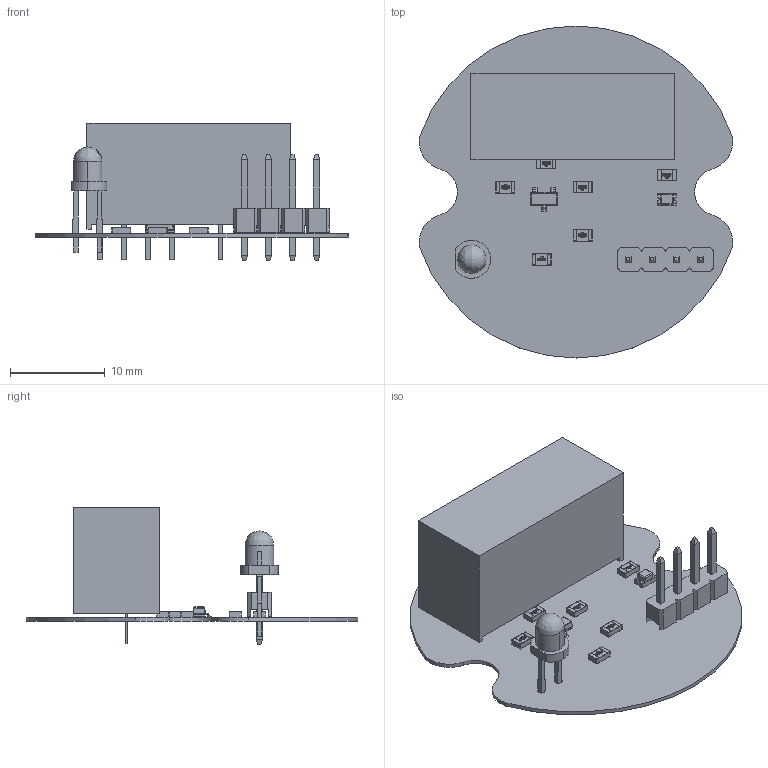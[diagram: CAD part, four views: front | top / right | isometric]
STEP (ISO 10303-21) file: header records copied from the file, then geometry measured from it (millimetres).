
FILE_DESCRIPTION(('Open CASCADE Model'),'2;1');
FILE_NAME('Open CASCADE Shape Model','2020-04-10T19:02:39',('Author'),( 'Open CASCADE'),'Open CASCADE STEP processor 6.8','Open CASCADE 6.8' ,'Unknown');
FILE_SCHEMA(('AUTOMOTIVE_DESIGN { 1 0 10303 214 1 1 1 1 }'));
Length unit declared in the file: millimetre
Products named in the file (26): PCB; Board; Open CASCADE STEP translator 6.8 1.1.1; R4; 0805_Fekete_R; R3; R2; R1; Q1; SOT-23; User_Library-SOT-23-1_3_1; User_Library-SOT-23-1_1_1; User_Library-SOT-23-1_4_1; User_Library-SOT-23-1_5_1; User_Library-SOT-23-1_2_1; LED2; LED_0805_(GREEN); LED1; LED-D3G; J1; SIL4; DC/DC1; CINCON_EC2SA-12D05; C2; 0805_Barna_C; C1
Assembly tree (29 placements, depth 4):
  PCB
    Board
      Open CASCADE STEP translator 6.8 1.1.1
    R4
      0805_Fekete_R
    R3
      0805_Fekete_R
    R2
      0805_Fekete_R
    R1
      0805_Fekete_R
    Q1
      SOT-23
        User_Library-SOT-23-1_3_1
        User_Library-SOT-23-1_1_1
        User_Library-SOT-23-1_4_1
        User_Library-SOT-23-1_5_1
        User_Library-SOT-23-1_2_1
    LED2
      LED_0805_(GREEN)
    LED1
      LED-D3G
    J1
      SIL4
    DC/DC1
      CINCON_EC2SA-12D05
    C2
      0805_Barna_C
    C1
      0805_Barna_C
Bounding box: 33.03 x 35 x 14.5 mm (x, y, z)
Volume: 2587.9 mm3; surface area: 3440.1 mm2
Topology: 25 solids, 50 shells, 1146 faces, 3024 edges, 2013 vertices
Faces by surface type: plane 762, bspline 293, cylinder 85, sphere 4, cone 2
Full cylindrical faces by diameter (mm): 0.762 x2, 0.8 x7, 1 x4
Entity records: 38787 total; most frequent: CARTESIAN_POINT 15650, ORIENTED_EDGE 4038, DIRECTION 3063, EDGE_CURVE 2019, LINE 1457, VECTOR 1457, VERTEX_POINT 1335, FACE_BOUND 866
